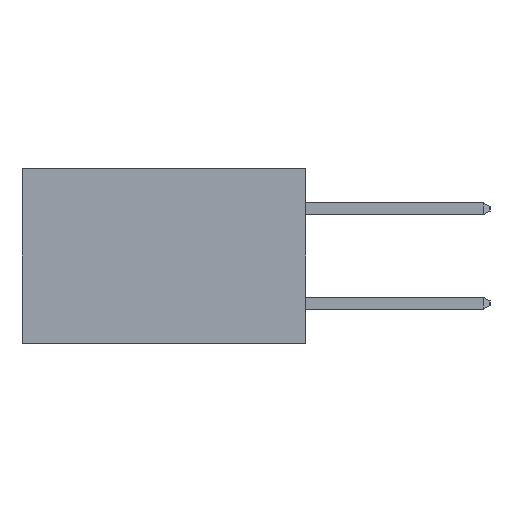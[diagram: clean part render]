
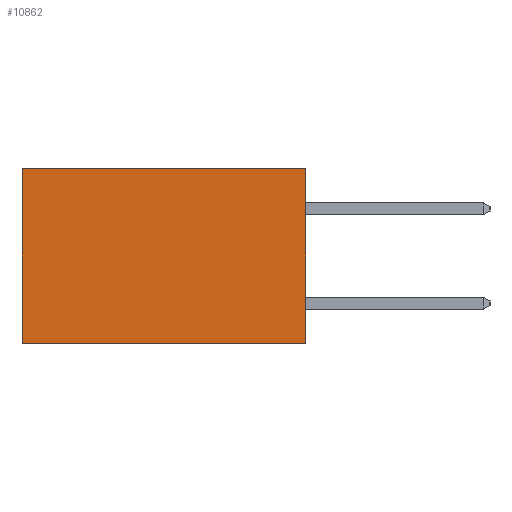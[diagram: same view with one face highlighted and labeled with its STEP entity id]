
A CAD part, left-side view. The second image highlights one B-rep face of the part: STEP entity #10862.
In plain terms, the highlighted planar face has unit normal (-1, 0, 0).
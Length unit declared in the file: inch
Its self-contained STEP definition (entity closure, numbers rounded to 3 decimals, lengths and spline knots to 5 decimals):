
#1187 = CARTESIAN_POINT ( 'NONE',  ( 0.298, 0., 0. ) ) ;
#2417 = VERTEX_POINT ( 'NONE', #7790 ) ;
#2748 = ORIENTED_EDGE ( 'NONE', *, *, #21773, .T. ) ;
#3202 = CARTESIAN_POINT ( 'NONE',  ( 0.298, 0., 0. ) ) ;
#3365 = VECTOR ( 'NONE', #11892, 39.37008 ) ;
#3875 = LINE ( 'NONE', #1187, #17259 ) ;
#4288 = CARTESIAN_POINT ( 'NONE',  ( 0.298, 0., 0. ) ) ;
#4992 = DIRECTION ( 'NONE',  ( 0., 0., -1. ) ) ;
#6071 = VERTEX_POINT ( 'NONE', #22396 ) ;
#6230 = AXIS2_PLACEMENT_3D ( 'NONE', #3202, #18840, #4992 ) ;
#6610 = ORIENTED_EDGE ( 'NONE', *, *, #9375, .F. ) ;
#7337 = EDGE_CURVE ( 'NONE', #22249, #8907, #3875, .T. ) ;
#7790 = CARTESIAN_POINT ( 'NONE',  ( 0.298, 0.6, -0.37 ) ) ;
#8562 = VECTOR ( 'NONE', #11313, 39.37008 ) ;
#8907 = VERTEX_POINT ( 'NONE', #22168 ) ;
#9113 = LINE ( 'NONE', #4288, #8562 ) ;
#9375 = EDGE_CURVE ( 'NONE', #22249, #6071, #9113, .T. ) ;
#10862 = ADVANCED_FACE ( 'NONE', ( #15608 ), #13676, .F. ) ;
#11008 = EDGE_LOOP ( 'NONE', ( #2748, #19559, #6610, #20010 ) ) ;
#11313 = DIRECTION ( 'NONE',  ( 0., 0., -1. ) ) ;
#11828 = DIRECTION ( 'NONE',  ( 0., 1., 0. ) ) ;
#11892 = DIRECTION ( 'NONE',  ( 0., 0., -1. ) ) ;
#13230 = CARTESIAN_POINT ( 'NONE',  ( 0.298, 0., 0. ) ) ;
#13676 = PLANE ( 'NONE',  #6230 ) ;
#14855 = DIRECTION ( 'NONE',  ( 0., 1., 0. ) ) ;
#15608 = FACE_OUTER_BOUND ( 'NONE', #11008, .T. ) ;
#15938 = LINE ( 'NONE', #18424, #19999 ) ;
#17259 = VECTOR ( 'NONE', #11828, 39.37008 ) ;
#18424 = CARTESIAN_POINT ( 'NONE',  ( 0.298, 0., -0.37 ) ) ;
#18840 = DIRECTION ( 'NONE',  ( 1., 0., 0. ) ) ;
#19559 = ORIENTED_EDGE ( 'NONE', *, *, #21616, .F. ) ;
#19999 = VECTOR ( 'NONE', #14855, 39.37008 ) ;
#20010 = ORIENTED_EDGE ( 'NONE', *, *, #7337, .T. ) ;
#20509 = CARTESIAN_POINT ( 'NONE',  ( 0.298, 0.6, 0. ) ) ;
#21301 = LINE ( 'NONE', #20509, #3365 ) ;
#21616 = EDGE_CURVE ( 'NONE', #6071, #2417, #15938, .T. ) ;
#21773 = EDGE_CURVE ( 'NONE', #8907, #2417, #21301, .T. ) ;
#22168 = CARTESIAN_POINT ( 'NONE',  ( 0.298, 0.6, 0. ) ) ;
#22249 = VERTEX_POINT ( 'NONE', #13230 ) ;
#22396 = CARTESIAN_POINT ( 'NONE',  ( 0.298, 0., -0.37 ) ) ;
